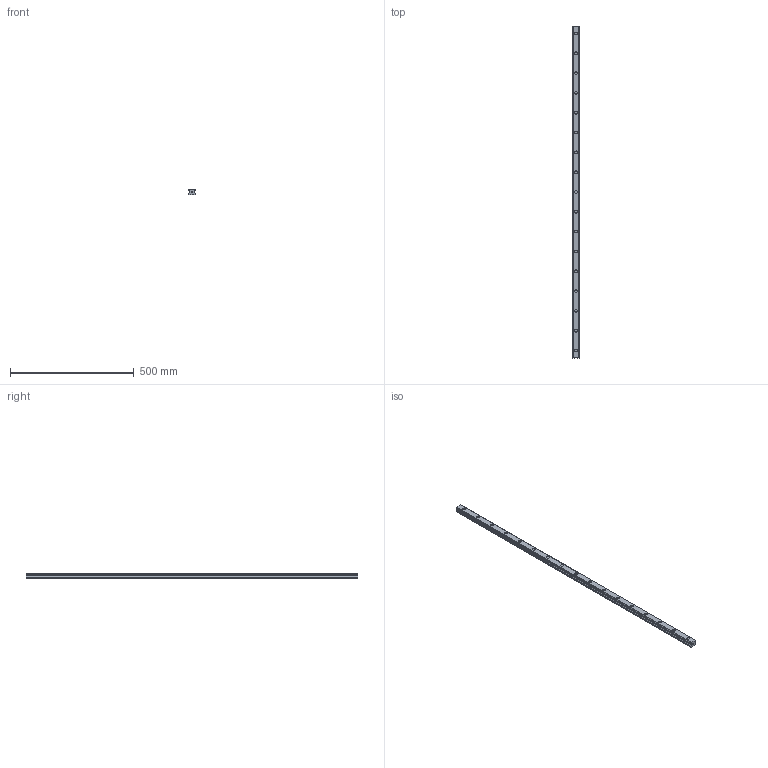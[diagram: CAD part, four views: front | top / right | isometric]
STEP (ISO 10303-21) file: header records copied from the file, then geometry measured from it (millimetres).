
FILE_DESCRIPTION(('STEP AP214'),'1');
FILE_NAME('cctmp_9A1DD4F9-4610-4926-8251-C9E0D6BBFF39_2021_02_10_13_22_39_0854..stp','2021-02-10T12:22:39',('HIWIN GmbH'),('CADClick - www.CADClick.com'),'Spatial InterOp 3D',' ','unknown authorization');
FILE_SCHEMA(('AUTOMOTIVE_DESIGN'));
Length unit declared in the file: millimetre
Products named in the file (1): EGR30R1340C_FILE
Bounding box: 28 x 1340 x 23 mm (x, y, z)
Volume: 748836.8 mm3; surface area: 151250 mm2
Topology: 1 solids, 1 shells, 256 faces, 597 edges, 398 vertices
Faces by surface type: plane 136, cylinder 120
Entity records: 9453 total; most frequent: DIRECTION 1351, CARTESIAN_POINT 1252, ORIENTED_EDGE 1194, EDGE_CURVE 597, AXIS2_PLACEMENT_3D 497, VERTEX_POINT 398, LINE 357, VECTOR 357
